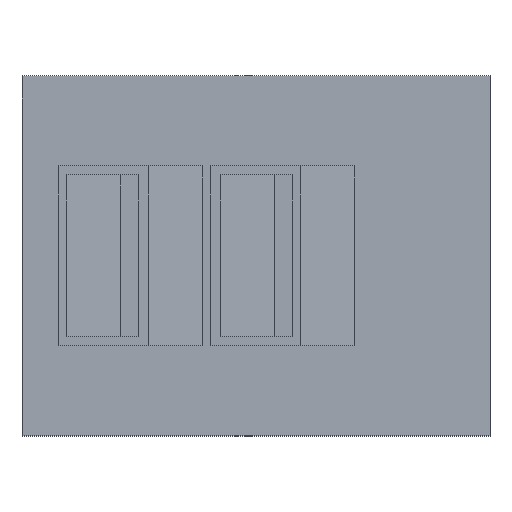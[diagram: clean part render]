
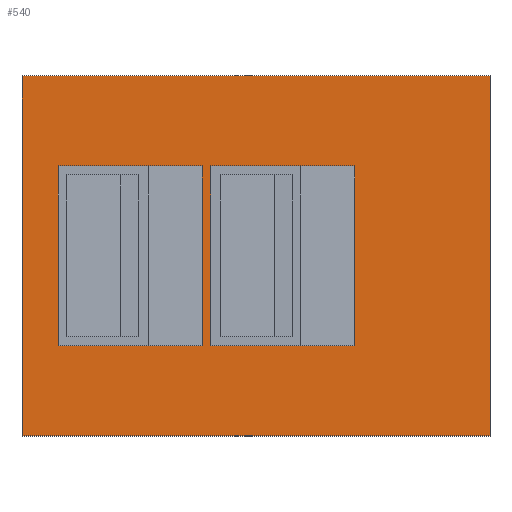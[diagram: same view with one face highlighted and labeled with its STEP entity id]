
A CAD part, top view. The second image highlights one B-rep face of the part: STEP entity #540.
In plain terms, the highlighted planar face has unit normal (0, 0, 1).
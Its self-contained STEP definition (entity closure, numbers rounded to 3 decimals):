
#433=CARTESIAN_POINT('',(116.5,-84.5,8.));
#434=DIRECTION('',(0.,0.,1.));
#435=DIRECTION('',(1.,0.,0.));
#436=AXIS2_PLACEMENT_3D('',#433,#434,#435);
#437=PLANE('',#436);
#438=CARTESIAN_POINT('',(127.5,-74.5,8.));
#439=VERTEX_POINT('',#438);
#440=CARTESIAN_POINT('',(117.5,-74.5,8.));
#441=VERTEX_POINT('',#440);
#442=CARTESIAN_POINT('',(127.5,-74.5,8.));
#443=DIRECTION('',(-1.,0.,0.));
#444=VECTOR('',#443,10.);
#445=LINE('',#442,#444);
#446=EDGE_CURVE('',#439,#441,#445,.T.);
#447=ORIENTED_EDGE('',*,*,#446,.F.);
#448=CARTESIAN_POINT('',(127.5,-94.5,8.));
#449=VERTEX_POINT('',#448);
#450=CARTESIAN_POINT('',(127.5,-94.5,8.));
#451=DIRECTION('',(0.,1.,0.));
#452=VECTOR('',#451,20.);
#453=LINE('',#450,#452);
#454=EDGE_CURVE('',#449,#439,#453,.T.);
#455=ORIENTED_EDGE('',*,*,#454,.F.);
#456=CARTESIAN_POINT('',(117.5,-94.5,8.));
#457=VERTEX_POINT('',#456);
#458=CARTESIAN_POINT('',(117.5,-94.5,8.));
#459=DIRECTION('',(1.,0.,-0.));
#460=VECTOR('',#459,10.);
#461=LINE('',#458,#460);
#462=EDGE_CURVE('',#457,#449,#461,.T.);
#463=ORIENTED_EDGE('',*,*,#462,.F.);
#464=CARTESIAN_POINT('',(117.5,-74.5,8.));
#465=DIRECTION('',(0.,-1.,0.));
#466=VECTOR('',#465,20.);
#467=LINE('',#464,#466);
#468=EDGE_CURVE('',#441,#457,#467,.T.);
#469=ORIENTED_EDGE('',*,*,#468,.F.);
#470=EDGE_LOOP('',(#447,#455,#463,#469));
#471=FACE_BOUND('',#470,.T.);
#472=CARTESIAN_POINT('',(110.5,-74.5,8.));
#473=VERTEX_POINT('',#472);
#474=CARTESIAN_POINT('',(100.5,-74.5,8.));
#475=VERTEX_POINT('',#474);
#476=CARTESIAN_POINT('',(110.5,-74.5,8.));
#477=DIRECTION('',(-1.,0.,0.));
#478=VECTOR('',#477,10.);
#479=LINE('',#476,#478);
#480=EDGE_CURVE('',#473,#475,#479,.T.);
#481=ORIENTED_EDGE('',*,*,#480,.F.);
#482=CARTESIAN_POINT('',(110.5,-94.5,8.));
#483=VERTEX_POINT('',#482);
#484=CARTESIAN_POINT('',(110.5,-94.5,8.));
#485=DIRECTION('',(0.,1.,0.));
#486=VECTOR('',#485,20.);
#487=LINE('',#484,#486);
#488=EDGE_CURVE('',#483,#473,#487,.T.);
#489=ORIENTED_EDGE('',*,*,#488,.F.);
#490=CARTESIAN_POINT('',(100.5,-94.5,8.));
#491=VERTEX_POINT('',#490);
#492=CARTESIAN_POINT('',(100.5,-94.5,8.));
#493=DIRECTION('',(1.,0.,-0.));
#494=VECTOR('',#493,10.);
#495=LINE('',#492,#494);
#496=EDGE_CURVE('',#491,#483,#495,.T.);
#497=ORIENTED_EDGE('',*,*,#496,.F.);
#498=CARTESIAN_POINT('',(100.5,-74.5,8.));
#499=DIRECTION('',(0.,-1.,0.));
#500=VECTOR('',#499,20.);
#501=LINE('',#498,#500);
#502=EDGE_CURVE('',#475,#491,#501,.T.);
#503=ORIENTED_EDGE('',*,*,#502,.F.);
#504=EDGE_LOOP('',(#481,#489,#497,#503));
#505=FACE_BOUND('',#504,.T.);
#506=CARTESIAN_POINT('',(142.5,-104.5,8.));
#507=VERTEX_POINT('',#506);
#508=CARTESIAN_POINT('',(90.5,-104.5,8.));
#509=VERTEX_POINT('',#508);
#510=CARTESIAN_POINT('',(142.5,-104.5,8.));
#511=DIRECTION('',(-1.,0.,0.));
#512=VECTOR('',#511,52.);
#513=LINE('',#510,#512);
#514=EDGE_CURVE('',#507,#509,#513,.T.);
#515=ORIENTED_EDGE('',*,*,#514,.F.);
#516=CARTESIAN_POINT('',(142.5,-64.5,8.));
#517=VERTEX_POINT('',#516);
#518=CARTESIAN_POINT('',(142.5,-64.5,8.));
#519=DIRECTION('',(0.,-1.,0.));
#520=VECTOR('',#519,40.);
#521=LINE('',#518,#520);
#522=EDGE_CURVE('',#517,#507,#521,.T.);
#523=ORIENTED_EDGE('',*,*,#522,.F.);
#524=CARTESIAN_POINT('',(90.5,-64.5,8.));
#525=VERTEX_POINT('',#524);
#526=CARTESIAN_POINT('',(90.5,-64.5,8.));
#527=DIRECTION('',(1.,0.,-0.));
#528=VECTOR('',#527,52.);
#529=LINE('',#526,#528);
#530=EDGE_CURVE('',#525,#517,#529,.T.);
#531=ORIENTED_EDGE('',*,*,#530,.F.);
#532=CARTESIAN_POINT('',(90.5,-104.5,8.));
#533=DIRECTION('',(0.,1.,0.));
#534=VECTOR('',#533,40.);
#535=LINE('',#532,#534);
#536=EDGE_CURVE('',#509,#525,#535,.T.);
#537=ORIENTED_EDGE('',*,*,#536,.F.);
#538=EDGE_LOOP('',(#515,#523,#531,#537));
#539=FACE_BOUND('',#538,.T.);
#540=ADVANCED_FACE('',(#471,#505,#539),#437,.T.);
